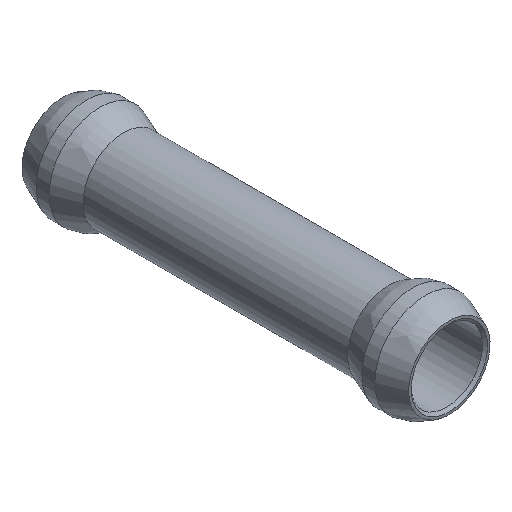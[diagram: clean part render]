
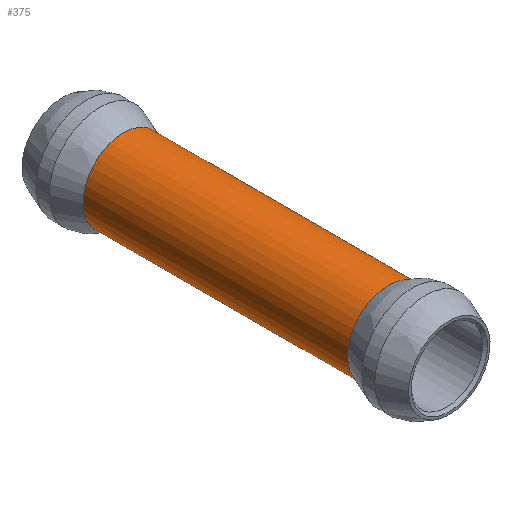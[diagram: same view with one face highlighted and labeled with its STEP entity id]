
A CAD part, isometric view. The second image highlights one B-rep face of the part: STEP entity #375.
In plain terms, the highlighted cylindrical face has radius 12.7 mm (diameter 25.4 mm), a full revolution.
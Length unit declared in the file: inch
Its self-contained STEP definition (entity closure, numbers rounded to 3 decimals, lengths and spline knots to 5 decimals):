
#3 = DIRECTION ( 'NONE',  ( 0., 1., 0. ) ) ;
#64 = EDGE_LOOP ( 'NONE', ( #344 ) ) ;
#103 = FACE_OUTER_BOUND ( 'NONE', #64, .T. ) ;
#110 = CIRCLE ( 'NONE', #523, 0.5 ) ;
#113 = AXIS2_PLACEMENT_3D ( 'NONE', #266, #222, #422 ) ;
#143 = DIRECTION ( 'NONE',  ( 0., -1., 0. ) ) ;
#148 = CYLINDRICAL_SURFACE ( 'NONE', #113, 0.5 ) ;
#162 = CARTESIAN_POINT ( 'NONE',  ( 0., 0.375, 0.5 ) ) ;
#178 = CIRCLE ( 'NONE', #261, 0.5 ) ;
#185 = EDGE_LOOP ( 'NONE', ( #190 ) ) ;
#190 = ORIENTED_EDGE ( 'NONE', *, *, #485, .F. ) ;
#222 = DIRECTION ( 'NONE',  ( 0., 1., 0. ) ) ;
#240 = VERTEX_POINT ( 'NONE', #162 ) ;
#252 = CARTESIAN_POINT ( 'NONE',  ( 0., 0.375, 0. ) ) ;
#257 = VERTEX_POINT ( 'NONE', #424 ) ;
#258 = FACE_OUTER_BOUND ( 'NONE', #185, .T. ) ;
#261 = AXIS2_PLACEMENT_3D ( 'NONE', #368, #3, #329 ) ;
#266 = CARTESIAN_POINT ( 'NONE',  ( 0., 4.375, 0. ) ) ;
#302 = DIRECTION ( 'NONE',  ( 0., 0., 1. ) ) ;
#329 = DIRECTION ( 'NONE',  ( 0., 0., 1. ) ) ;
#344 = ORIENTED_EDGE ( 'NONE', *, *, #530, .F. ) ;
#368 = CARTESIAN_POINT ( 'NONE',  ( 0., 3.625, 0. ) ) ;
#375 = ADVANCED_FACE ( 'NONE', ( #103, #258 ), #148, .T. ) ;
#422 = DIRECTION ( 'NONE',  ( 0., 0., 1. ) ) ;
#424 = CARTESIAN_POINT ( 'NONE',  ( 0., 3.625, 0.5 ) ) ;
#485 = EDGE_CURVE ( 'NONE', #257, #257, #178, .T. ) ;
#523 = AXIS2_PLACEMENT_3D ( 'NONE', #252, #143, #302 ) ;
#530 = EDGE_CURVE ( 'NONE', #240, #240, #110, .T. ) ;
